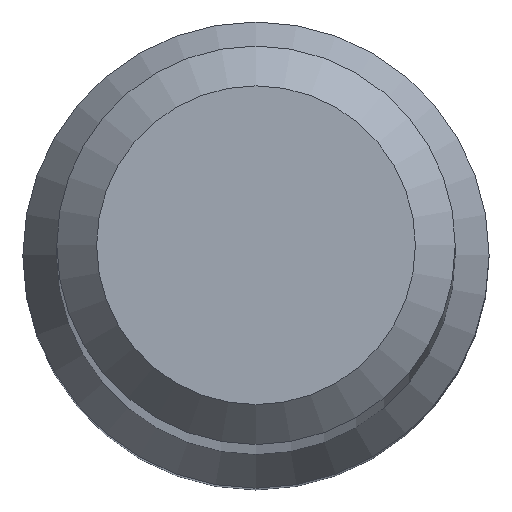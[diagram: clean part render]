
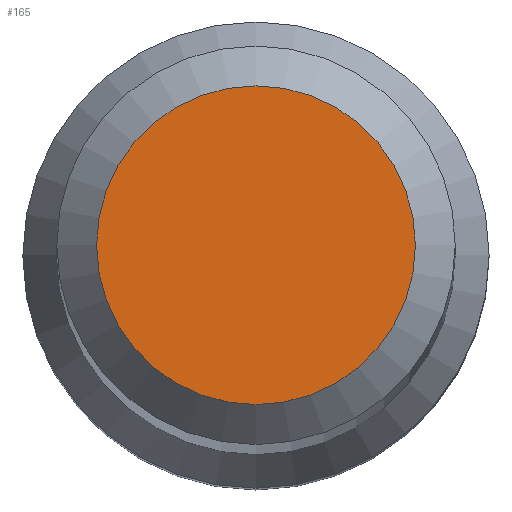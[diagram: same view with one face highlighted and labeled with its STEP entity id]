
A CAD part, top view. The second image highlights one B-rep face of the part: STEP entity #165.
In plain terms, the highlighted planar face has unit normal (0, 0, 1).
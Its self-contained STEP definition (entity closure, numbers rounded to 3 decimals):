
#1 = ORIENTED_EDGE ( 'NONE', *, *, #5, .F. ) ;
#5 = EDGE_CURVE ( 'NONE', #118, #118, #183, .T. ) ;
#78 = DIRECTION ( 'NONE',  ( 0., 0., -1. ) ) ;
#94 = DIRECTION ( 'NONE',  ( 0., 1., 0. ) ) ;
#101 = CARTESIAN_POINT ( 'NONE',  ( 0., 0., 101. ) ) ;
#118 = VERTEX_POINT ( 'NONE', #153 ) ;
#120 = FACE_OUTER_BOUND ( 'NONE', #178, .T. ) ;
#138 = PLANE ( 'NONE',  #170 ) ;
#153 = CARTESIAN_POINT ( 'NONE',  ( 0., 2.4, 101. ) ) ;
#154 = AXIS2_PLACEMENT_3D ( 'NONE', #101, #78, #160 ) ;
#155 = CARTESIAN_POINT ( 'NONE',  ( 0., 0., 101. ) ) ;
#160 = DIRECTION ( 'NONE',  ( 0., 1., 0. ) ) ;
#165 = ADVANCED_FACE ( 'NONE', ( #120 ), #138, .F. ) ;
#170 = AXIS2_PLACEMENT_3D ( 'NONE', #155, #208, #94 ) ;
#178 = EDGE_LOOP ( 'NONE', ( #1 ) ) ;
#183 = CIRCLE ( 'NONE', #154, 2.4 ) ;
#208 = DIRECTION ( 'NONE',  ( 0., 0., -1. ) ) ;
